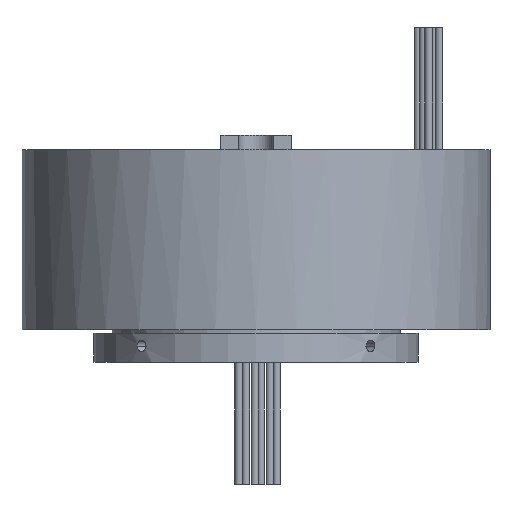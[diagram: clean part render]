
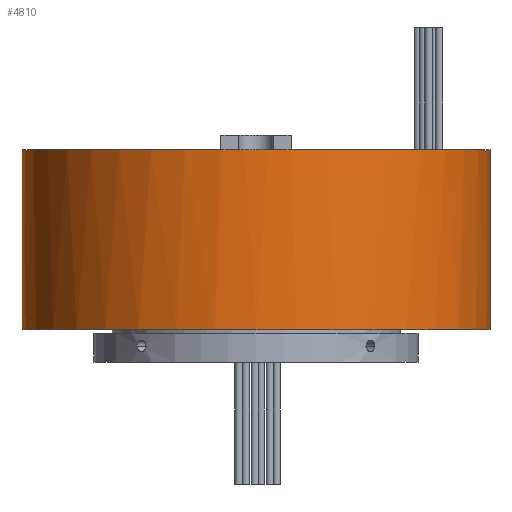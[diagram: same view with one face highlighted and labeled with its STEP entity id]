
A CAD part, front view. The second image highlights one B-rep face of the part: STEP entity #4810.
In plain terms, the highlighted cylindrical face has radius 65 mm (diameter 130 mm), a partial arc.
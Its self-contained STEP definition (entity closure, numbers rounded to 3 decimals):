
#234 = ORIENTED_EDGE ( 'NONE', *, *, #1815, .F. ) ;
#326 = CARTESIAN_POINT ( 'NONE',  ( 0., 0., 9. ) ) ;
#424 = DIRECTION ( 'NONE',  ( 0., 0., -1. ) ) ;
#747 = DIRECTION ( 'NONE',  ( 1., 0., 0. ) ) ;
#786 = DIRECTION ( 'NONE',  ( 0., 0., 1. ) ) ;
#821 = DIRECTION ( 'NONE',  ( 0., 0., -1. ) ) ;
#843 = AXIS2_PLACEMENT_3D ( 'NONE', #3236, #786, #3639 ) ;
#849 = EDGE_LOOP ( 'NONE', ( #1271, #1996, #234, #4662, #2433, #2543 ) ) ;
#912 = AXIS2_PLACEMENT_3D ( 'NONE', #326, #3197, #747 ) ;
#1146 = CARTESIAN_POINT ( 'NONE',  ( -65., 0., 9. ) ) ;
#1183 = EDGE_CURVE ( 'NONE', #4228, #4878, #2903, .T. ) ;
#1267 = CARTESIAN_POINT ( 'NONE',  ( 65., 0., 59. ) ) ;
#1271 = ORIENTED_EDGE ( 'NONE', *, *, #3565, .F. ) ;
#1374 = CARTESIAN_POINT ( 'NONE',  ( 0., 0., 59. ) ) ;
#1525 = CARTESIAN_POINT ( 'NONE',  ( 0., 0., 59. ) ) ;
#1771 = DIRECTION ( 'NONE',  ( 1., 0., 0. ) ) ;
#1815 = EDGE_CURVE ( 'NONE', #3118, #2608, #3239, .T. ) ;
#1821 = VECTOR ( 'NONE', #821, 1000. ) ;
#1824 = AXIS2_PLACEMENT_3D ( 'NONE', #1525, #5211, #2750 ) ;
#1851 = AXIS2_PLACEMENT_3D ( 'NONE', #4327, #1876, #4731 ) ;
#1871 = LINE ( 'NONE', #1267, #4625 ) ;
#1876 = DIRECTION ( 'NONE',  ( 0., 0., 1. ) ) ;
#1996 = ORIENTED_EDGE ( 'NONE', *, *, #2658, .F. ) ;
#2084 = VERTEX_POINT ( 'NONE', #3252 ) ;
#2183 = CARTESIAN_POINT ( 'NONE',  ( 65., 0., 59. ) ) ;
#2243 = CIRCLE ( 'NONE', #843, 65. ) ;
#2281 = VERTEX_POINT ( 'NONE', #2183 ) ;
#2433 = ORIENTED_EDGE ( 'NONE', *, *, #1183, .T. ) ;
#2445 = AXIS2_PLACEMENT_3D ( 'NONE', #1374, #4229, #1771 ) ;
#2543 = ORIENTED_EDGE ( 'NONE', *, *, #5078, .T. ) ;
#2608 = VERTEX_POINT ( 'NONE', #3781 ) ;
#2658 = EDGE_CURVE ( 'NONE', #2608, #2281, #2890, .T. ) ;
#2750 = DIRECTION ( 'NONE',  ( -1., 0., 0. ) ) ;
#2869 = FACE_OUTER_BOUND ( 'NONE', #849, .T. ) ;
#2870 = CARTESIAN_POINT ( 'NONE',  ( -9.75, -64.265, 59. ) ) ;
#2890 = CIRCLE ( 'NONE', #2445, 65. ) ;
#2903 = LINE ( 'NONE', #3686, #1821 ) ;
#3092 = CARTESIAN_POINT ( 'NONE',  ( -65., 0., 59. ) ) ;
#3118 = VERTEX_POINT ( 'NONE', #2870 ) ;
#3197 = DIRECTION ( 'NONE',  ( 0., 0., 1. ) ) ;
#3236 = CARTESIAN_POINT ( 'NONE',  ( 0., 0., 59. ) ) ;
#3239 = CIRCLE ( 'NONE', #1851, 65. ) ;
#3252 = CARTESIAN_POINT ( 'NONE',  ( 65., 0., 9. ) ) ;
#3565 = EDGE_CURVE ( 'NONE', #2281, #2084, #1871, .T. ) ;
#3639 = DIRECTION ( 'NONE',  ( 1., 0., 0. ) ) ;
#3686 = CARTESIAN_POINT ( 'NONE',  ( -65., 0., 59. ) ) ;
#3781 = CARTESIAN_POINT ( 'NONE',  ( 9.75, -64.265, 59. ) ) ;
#3903 = EDGE_CURVE ( 'NONE', #4228, #3118, #2243, .T. ) ;
#4228 = VERTEX_POINT ( 'NONE', #3092 ) ;
#4229 = DIRECTION ( 'NONE',  ( 0., 0., 1. ) ) ;
#4327 = CARTESIAN_POINT ( 'NONE',  ( 0., 0., 59. ) ) ;
#4625 = VECTOR ( 'NONE', #424, 1000. ) ;
#4662 = ORIENTED_EDGE ( 'NONE', *, *, #3903, .F. ) ;
#4731 = DIRECTION ( 'NONE',  ( 1., 0., 0. ) ) ;
#4793 = CYLINDRICAL_SURFACE ( 'NONE', #1824, 65. ) ;
#4810 = ADVANCED_FACE ( 'NONE', ( #2869 ), #4793, .T. ) ;
#4878 = VERTEX_POINT ( 'NONE', #1146 ) ;
#4984 = CIRCLE ( 'NONE', #912, 65. ) ;
#5078 = EDGE_CURVE ( 'NONE', #4878, #2084, #4984, .T. ) ;
#5211 = DIRECTION ( 'NONE',  ( 0., 0., -1. ) ) ;
